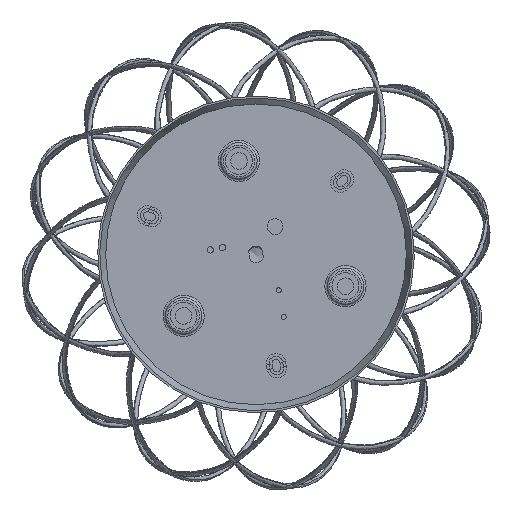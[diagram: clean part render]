
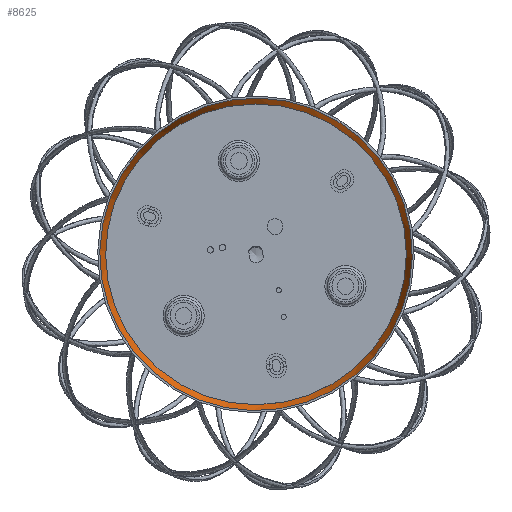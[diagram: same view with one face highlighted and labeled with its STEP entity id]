
A CAD part, top view. The second image highlights one B-rep face of the part: STEP entity #8625.
In plain terms, the highlighted conical face has half-angle 20.422 degrees and reference radius 90.435 mm.
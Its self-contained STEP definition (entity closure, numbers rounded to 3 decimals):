
#1213=CONICAL_SURFACE('',#9586,90.435,0.356);
#1642=FACE_OUTER_BOUND('',#2168,.T.);
#2168=EDGE_LOOP('',(#8036,#8037,#8038,#8039,#8040,#8041));
#2423=LINE('',#58585,#2660);
#2660=VECTOR('',#11402,90.435);
#3126=CIRCLE('',#9584,82.151);
#3127=CIRCLE('',#9585,82.151);
#3128=CIRCLE('',#9587,98.72);
#3129=CIRCLE('',#9588,98.72);
#4034=VERTEX_POINT('',#58578);
#4035=VERTEX_POINT('',#58580);
#4036=VERTEX_POINT('',#58584);
#4037=VERTEX_POINT('',#58586);
#5378=EDGE_CURVE('',#4035,#4034,#3126,.T.);
#5379=EDGE_CURVE('',#4034,#4035,#3127,.T.);
#5380=EDGE_CURVE('',#4034,#4036,#2423,.T.);
#5381=EDGE_CURVE('',#4037,#4036,#3128,.T.);
#5382=EDGE_CURVE('',#4036,#4037,#3129,.T.);
#8036=ORIENTED_EDGE('',*,*,#5378,.T.);
#8037=ORIENTED_EDGE('',*,*,#5380,.T.);
#8038=ORIENTED_EDGE('',*,*,#5381,.F.);
#8039=ORIENTED_EDGE('',*,*,#5382,.F.);
#8040=ORIENTED_EDGE('',*,*,#5380,.F.);
#8041=ORIENTED_EDGE('',*,*,#5379,.T.);
#8625=ADVANCED_FACE('',(#1642),#1213,.F.);
#9584=AXIS2_PLACEMENT_3D('',#58581,#11396,#11397);
#9585=AXIS2_PLACEMENT_3D('',#58582,#11398,#11399);
#9586=AXIS2_PLACEMENT_3D('',#58583,#11400,#11401);
#9587=AXIS2_PLACEMENT_3D('',#58587,#11403,#11404);
#9588=AXIS2_PLACEMENT_3D('',#58588,#11405,#11406);
#11396=DIRECTION('center_axis',(0.,0.,-1.));
#11397=DIRECTION('ref_axis',(-1.,0.,0.));
#11398=DIRECTION('center_axis',(0.,0.,-1.));
#11399=DIRECTION('ref_axis',(-1.,0.,0.));
#11400=DIRECTION('center_axis',(0.,0.,1.));
#11401=DIRECTION('ref_axis',(-1.,0.,0.));
#11402=DIRECTION('',(0.349,0.,0.937));
#11403=DIRECTION('center_axis',(0.,0.,-1.));
#11404=DIRECTION('ref_axis',(-1.,0.,0.));
#11405=DIRECTION('center_axis',(0.,0.,-1.));
#11406=DIRECTION('ref_axis',(-1.,0.,0.));
#58578=CARTESIAN_POINT('',(82.151,0.,2.502));
#58580=CARTESIAN_POINT('',(-82.151,0.,2.502));
#58581=CARTESIAN_POINT('Origin',(0.,0.,2.502));
#58582=CARTESIAN_POINT('Origin',(0.,0.,2.502));
#58583=CARTESIAN_POINT('Origin',(0.,0.,24.751));
#58584=CARTESIAN_POINT('',(98.72,0.,47.));
#58585=CARTESIAN_POINT('',(90.435,0.,24.751));
#58586=CARTESIAN_POINT('',(-98.72,0.,47.));
#58587=CARTESIAN_POINT('Origin',(0.,0.,47.));
#58588=CARTESIAN_POINT('Origin',(0.,0.,47.));
